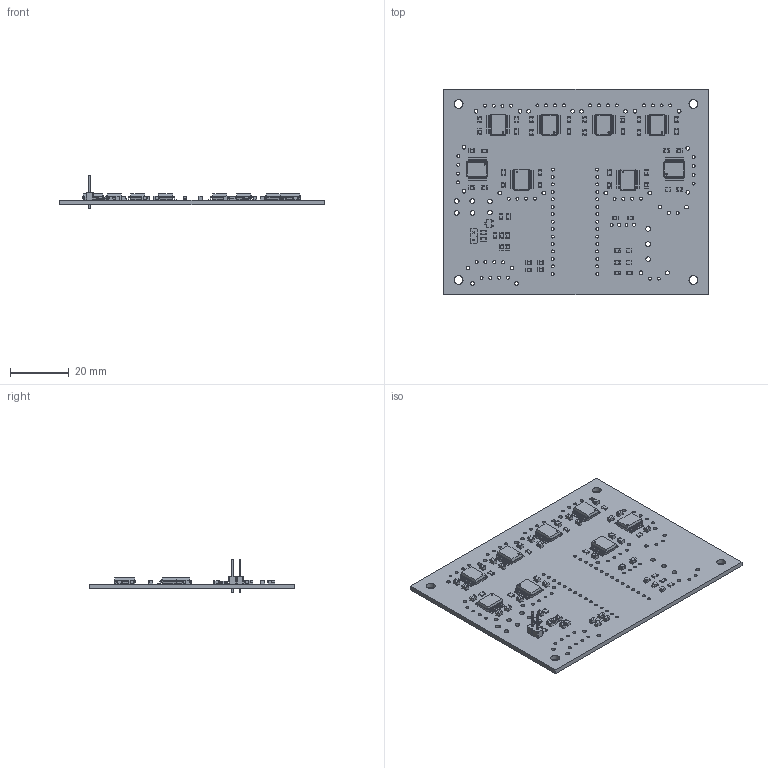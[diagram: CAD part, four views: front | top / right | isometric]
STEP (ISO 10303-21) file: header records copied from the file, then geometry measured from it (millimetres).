
FILE_DESCRIPTION(('KiCad electronic assembly'),'2;1');
FILE_NAME('RTDTemp.step','2020-11-15T21:31:48',('An Author'),( 'A Company'),'Open CASCADE STEP processor 6.9', 'KiCad to STEP converter','Unknown');
FILE_SCHEMA(('AUTOMOTIVE_DESIGN { 1 0 10303 214 1 1 1 1 }'));
Length unit declared in the file: millimetre
Products named in the file (16): Open CASCADE STEP translator 6.9 1; R_0805_2012Metric; SOLID; LED_0805_2012Metric; C_0805_2012Metric; L_0805_2012Metric; SSOP-20_5.3x7.2mm_P0.65mm; SOT-23W_Handsoldering; PinHeader_1x02_P2.54mm_Vertical; COMPOUND
Assembly tree (71 placements, depth 3):
  Open CASCADE STEP translator 6.9 1
    R_0805_2012Metric  x14
      SOLID
    LED_0805_2012Metric  x3
      SOLID
    C_0805_2012Metric  x34
      SOLID
    L_0805_2012Metric  x2
      SOLID
    SSOP-20_5.3x7.2mm_P0.65mm  x8
      SOLID
    SOT-23W_Handsoldering
      SOLID
    PinHeader_1x02_P2.54mm_Vertical
      SOLID
    COMPOUND
Bounding box: 90 x 70 x 11.54 mm (x, y, z)
Volume: 10598.4 mm3; surface area: 15493 mm2
Topology: 64 solids, 64 shells, 4464 faces, 11783 edges, 7534 vertices
Faces by surface type: plane 2740, cylinder 1345, bspline 379
Full cylindrical faces by diameter (mm): 0.5 x8, 1 x6, 1.02 x44, 1.021 x30, 1.27 x24, 1.6 x9, 3 x4
Entity records: 52775 total; most frequent: CARTESIAN_POINT 8996, DIRECTION 7361, LINE 4547, VECTOR 4547, ORIENTED_EDGE 3840, PCURVE 3840, DEFINITIONAL_REPRESENTATION 3840, EDGE_CURVE 1920
